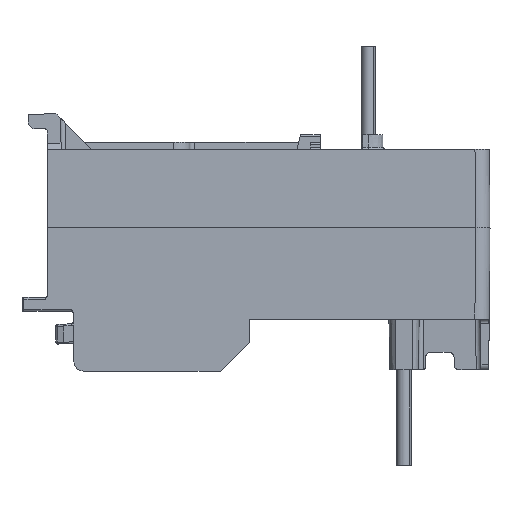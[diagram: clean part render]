
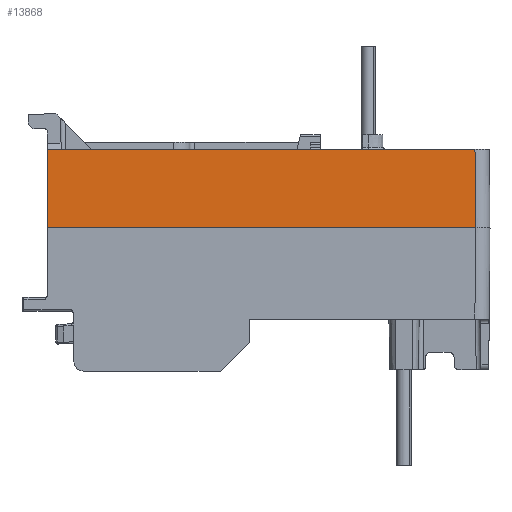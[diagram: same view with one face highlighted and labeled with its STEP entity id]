
A CAD part, left-side view. The second image highlights one B-rep face of the part: STEP entity #13868.
In plain terms, the highlighted face is planar.
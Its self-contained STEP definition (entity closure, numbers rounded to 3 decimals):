
#2067 = PLANE('',#2068);
#2068 = AXIS2_PLACEMENT_3D('',#2069,#2070,#2071);
#2069 = CARTESIAN_POINT('',(0.,0.,0.));
#2070 = DIRECTION('',(0.,0.,1.));
#2071 = DIRECTION('',(1.,0.,0.));
#9597 = PLANE('',#9598);
#9598 = AXIS2_PLACEMENT_3D('',#9599,#9600,#9601);
#9599 = CARTESIAN_POINT('',(44.8,0.,3.51));
#9600 = DIRECTION('',(1.,-0.009,0.));
#9601 = DIRECTION('',(0.,0.,1.));
#10623 = VERTEX_POINT('',#10624);
#10624 = CARTESIAN_POINT('',(44.8,0.,0.));
#10645 = EDGE_CURVE('',#10623,#10646,#10648,.T.);
#10646 = VERTEX_POINT('',#10647);
#10647 = CARTESIAN_POINT('',(44.728,8.2,0.));
#10648 = SURFACE_CURVE('',#10649,(#10653,#10660),.PCURVE_S1.);
#10649 = LINE('',#10650,#10651);
#10650 = CARTESIAN_POINT('',(44.8,0.,0.));
#10651 = VECTOR('',#10652,1.);
#10652 = DIRECTION('',(-0.009,1.,0.));
#10653 = PCURVE('',#2067,#10654);
#10654 = DEFINITIONAL_REPRESENTATION('',(#10655),#10659);
#10655 = LINE('',#10656,#10657);
#10656 = CARTESIAN_POINT('',(44.8,0.));
#10657 = VECTOR('',#10658,1.);
#10658 = DIRECTION('',(-0.009,1.));
#10659 = ( GEOMETRIC_REPRESENTATION_CONTEXT(2) 
PARAMETRIC_REPRESENTATION_CONTEXT() REPRESENTATION_CONTEXT('2D SPACE',''
  ) );
#10660 = PCURVE('',#10661,#10666);
#10661 = PLANE('',#10662);
#10662 = AXIS2_PLACEMENT_3D('',#10663,#10664,#10665);
#10663 = CARTESIAN_POINT('',(44.8,0.,1.86));
#10664 = DIRECTION('',(1.,0.009,0.));
#10665 = DIRECTION('',(0.,0.,1.));
#10666 = DEFINITIONAL_REPRESENTATION('',(#10667),#10671);
#10667 = LINE('',#10668,#10669);
#10668 = CARTESIAN_POINT('',(-1.86,0.));
#10669 = VECTOR('',#10670,1.);
#10670 = DIRECTION('',(0.,-1.));
#10671 = ( GEOMETRIC_REPRESENTATION_CONTEXT(2) 
PARAMETRIC_REPRESENTATION_CONTEXT() REPRESENTATION_CONTEXT('2D SPACE',''
  ) );
#10689 = PLANE('',#10690);
#10690 = AXIS2_PLACEMENT_3D('',#10691,#10692,#10693);
#10691 = CARTESIAN_POINT('',(0.,8.2,0.));
#10692 = DIRECTION('',(0.,1.,0.));
#10693 = DIRECTION('',(1.,0.,0.));
#13471 = EDGE_CURVE('',#13472,#10623,#13474,.T.);
#13472 = VERTEX_POINT('',#13473);
#13473 = CARTESIAN_POINT('',(44.8,0.,-44.85));
#13474 = SURFACE_CURVE('',#13475,(#13479,#13486),.PCURVE_S1.);
#13475 = LINE('',#13476,#13477);
#13476 = CARTESIAN_POINT('',(44.8,0.,-44.85));
#13477 = VECTOR('',#13478,1.);
#13478 = DIRECTION('',(0.,0.,1.));
#13479 = PCURVE('',#9597,#13480);
#13480 = DEFINITIONAL_REPRESENTATION('',(#13481),#13485);
#13481 = LINE('',#13482,#13483);
#13482 = CARTESIAN_POINT('',(-48.36,0.));
#13483 = VECTOR('',#13484,1.);
#13484 = DIRECTION('',(1.,0.));
#13485 = ( GEOMETRIC_REPRESENTATION_CONTEXT(2) 
PARAMETRIC_REPRESENTATION_CONTEXT() REPRESENTATION_CONTEXT('2D SPACE',''
  ) );
#13486 = PCURVE('',#10661,#13487);
#13487 = DEFINITIONAL_REPRESENTATION('',(#13488),#13492);
#13488 = LINE('',#13489,#13490);
#13489 = CARTESIAN_POINT('',(-46.71,0.));
#13490 = VECTOR('',#13491,1.);
#13491 = DIRECTION('',(1.,0.));
#13492 = ( GEOMETRIC_REPRESENTATION_CONTEXT(2) 
PARAMETRIC_REPRESENTATION_CONTEXT() REPRESENTATION_CONTEXT('2D SPACE',''
  ) );
#13868 = ADVANCED_FACE('',(#13869),#10661,.T.);
#13869 = FACE_BOUND('',#13870,.F.);
#13870 = EDGE_LOOP('',(#13871,#13899,#13900,#13901));
#13871 = ORIENTED_EDGE('',*,*,#13872,.F.);
#13872 = EDGE_CURVE('',#13472,#13873,#13875,.T.);
#13873 = VERTEX_POINT('',#13874);
#13874 = CARTESIAN_POINT('',(44.728,8.2,-44.778));
#13875 = SURFACE_CURVE('',#13876,(#13880,#13887),.PCURVE_S1.);
#13876 = LINE('',#13877,#13878);
#13877 = CARTESIAN_POINT('',(44.8,0.,-44.85));
#13878 = VECTOR('',#13879,1.);
#13879 = DIRECTION('',(-0.009,1.,
    0.009));
#13880 = PCURVE('',#10661,#13881);
#13881 = DEFINITIONAL_REPRESENTATION('',(#13882),#13886);
#13882 = LINE('',#13883,#13884);
#13883 = CARTESIAN_POINT('',(-46.71,0.));
#13884 = VECTOR('',#13885,1.);
#13885 = DIRECTION('',(0.009,-1.));
#13886 = ( GEOMETRIC_REPRESENTATION_CONTEXT(2) 
PARAMETRIC_REPRESENTATION_CONTEXT() REPRESENTATION_CONTEXT('2D SPACE',''
  ) );
#13887 = PCURVE('',#13888,#13893);
#13888 = CYLINDRICAL_SURFACE('',#13889,1.5);
#13889 = AXIS2_PLACEMENT_3D('',#13890,#13891,#13892);
#13890 = CARTESIAN_POINT('',(43.738,-50.18,
    -45.288));
#13891 = DIRECTION('',(-0.009,1.,
    0.009));
#13892 = DIRECTION('',(1.,0.009,
    0.));
#13893 = DEFINITIONAL_REPRESENTATION('',(#13894),#13898);
#13894 = LINE('',#13895,#13896);
#13895 = CARTESIAN_POINT('',(0.,50.171));
#13896 = VECTOR('',#13897,1.);
#13897 = DIRECTION('',(0.,1.));
#13898 = ( GEOMETRIC_REPRESENTATION_CONTEXT(2) 
PARAMETRIC_REPRESENTATION_CONTEXT() REPRESENTATION_CONTEXT('2D SPACE',''
  ) );
#13899 = ORIENTED_EDGE('',*,*,#13471,.T.);
#13900 = ORIENTED_EDGE('',*,*,#10645,.T.);
#13901 = ORIENTED_EDGE('',*,*,#13902,.F.);
#13902 = EDGE_CURVE('',#13873,#10646,#13903,.T.);
#13903 = SURFACE_CURVE('',#13904,(#13908,#13915),.PCURVE_S1.);
#13904 = LINE('',#13905,#13906);
#13905 = CARTESIAN_POINT('',(44.728,8.2,-44.778));
#13906 = VECTOR('',#13907,1.);
#13907 = DIRECTION('',(0.,0.,1.));
#13908 = PCURVE('',#10661,#13909);
#13909 = DEFINITIONAL_REPRESENTATION('',(#13910),#13914);
#13910 = LINE('',#13911,#13912);
#13911 = CARTESIAN_POINT('',(-46.638,-8.2));
#13912 = VECTOR('',#13913,1.);
#13913 = DIRECTION('',(1.,0.));
#13914 = ( GEOMETRIC_REPRESENTATION_CONTEXT(2) 
PARAMETRIC_REPRESENTATION_CONTEXT() REPRESENTATION_CONTEXT('2D SPACE',''
  ) );
#13915 = PCURVE('',#10689,#13916);
#13916 = DEFINITIONAL_REPRESENTATION('',(#13917),#13921);
#13917 = LINE('',#13918,#13919);
#13918 = CARTESIAN_POINT('',(44.728,44.778));
#13919 = VECTOR('',#13920,1.);
#13920 = DIRECTION('',(0.,-1.));
#13921 = ( GEOMETRIC_REPRESENTATION_CONTEXT(2) 
PARAMETRIC_REPRESENTATION_CONTEXT() REPRESENTATION_CONTEXT('2D SPACE',''
  ) );
